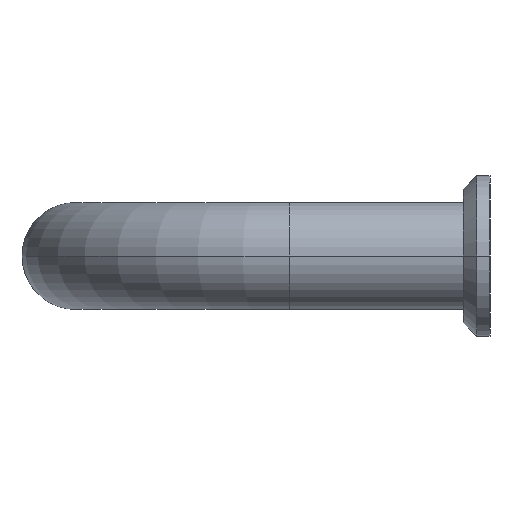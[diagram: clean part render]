
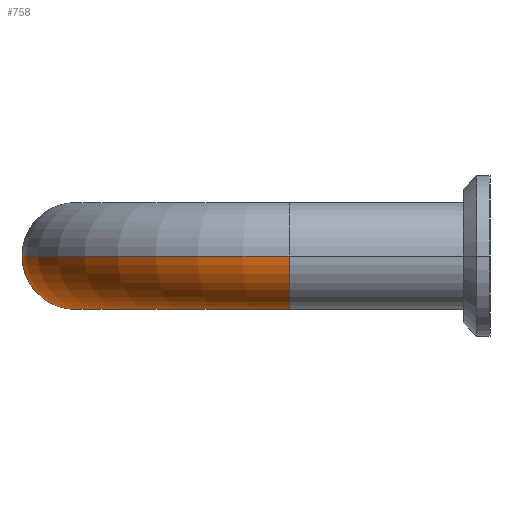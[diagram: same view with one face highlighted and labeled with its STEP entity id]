
A CAD part, left-side view. The second image highlights one B-rep face of the part: STEP entity #758.
In plain terms, the highlighted toroidal (fillet/blend) face has major radius 16 mm and minor radius 4 mm.
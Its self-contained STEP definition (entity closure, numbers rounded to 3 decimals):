
#362=EDGE_CURVE('',#612,#610,#879,.T.);
#386=EDGE_CURVE('',#486,#402,#905,.T.);
#402=VERTEX_POINT('',#924);
#486=VERTEX_POINT('',#1017);
#502=VERTEX_POINT('',#1034);
#594=EDGE_CURVE('',#610,#502,#1136,.T.);
#610=VERTEX_POINT('',#1156);
#612=VERTEX_POINT('',#1158);
#640=EDGE_CURVE('',#502,#402,#1189,.T.);
#700=EDGE_CURVE('',#486,#612,#1260,.T.);
#758=ADVANCED_FACE('',(#1328),#1329,.T.);
#879=CIRCLE('',#1474,4.0);
#905=CIRCLE('',#1510,4.0);
#924=CARTESIAN_POINT('',(-4.0,15.0,0.));
#1017=CARTESIAN_POINT('',(4.0,15.0,0.0));
#1034=CARTESIAN_POINT('',(16.0,35.0,0.));
#1136=CIRCLE('',#1810,4.0);
#1156=CARTESIAN_POINT('',(16.0,31.0,-4.0));
#1158=CARTESIAN_POINT('',(16.0,27.0,0.));
#1189=CIRCLE('',#1877,20.0);
#1260=CIRCLE('',#1962,12.0);
#1328=FACE_OUTER_BOUND('',#2048,.T.);
#1329=TOROIDAL_SURFACE('',#2049,16.0,4.0);
#1474=AXIS2_PLACEMENT_3D('',#2196,#2197,#2198);
#1510=AXIS2_PLACEMENT_3D('',#2229,#2230,#2231);
#1810=AXIS2_PLACEMENT_3D('',#2504,#2505,#2506);
#1877=AXIS2_PLACEMENT_3D('',#2561,#2562,#2563);
#1962=AXIS2_PLACEMENT_3D('',#2653,#2654,#2655);
#2048=EDGE_LOOP('',(#2753,#2754,#2755,#2756,#2757));
#2049=AXIS2_PLACEMENT_3D('',#2758,#2759,#2760);
#2196=CARTESIAN_POINT('',(16.0,31.0,0.0));
#2197=DIRECTION('',(1.0,0.0,0.0));
#2198=DIRECTION('',(0.0,1.0,0.0));
#2229=CARTESIAN_POINT('',(0.0,15.0,0.0));
#2230=DIRECTION('',(-0.0,1.0,0.0));
#2231=DIRECTION('',(1.0,0.0,0.0));
#2504=CARTESIAN_POINT('',(16.0,31.0,0.0));
#2505=DIRECTION('',(1.0,0.0,0.0));
#2506=DIRECTION('',(0.0,1.0,0.0));
#2561=CARTESIAN_POINT('',(16.0,15.0,0.));
#2562=DIRECTION('',(0.0,0.0,1.0));
#2563=DIRECTION('',(1.0,0.0,0.0));
#2653=CARTESIAN_POINT('',(16.0,15.0,0.));
#2654=DIRECTION('',(0.0,0.0,-1.0));
#2655=DIRECTION('',(1.0,0.0,0.0));
#2753=ORIENTED_EDGE('',*,*,#640,.F.);
#2754=ORIENTED_EDGE('',*,*,#594,.F.);
#2755=ORIENTED_EDGE('',*,*,#362,.F.);
#2756=ORIENTED_EDGE('',*,*,#700,.F.);
#2757=ORIENTED_EDGE('',*,*,#386,.T.);
#2758=CARTESIAN_POINT('',(16.0,15.0,0.0));
#2759=DIRECTION('',(0.0,0.0,1.0));
#2760=DIRECTION('',(1.0,0.0,0.0));
